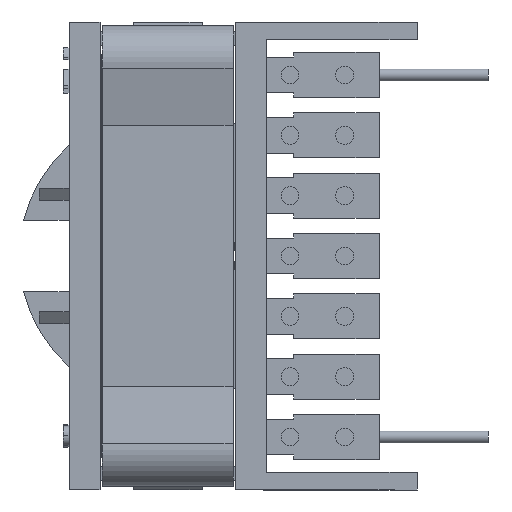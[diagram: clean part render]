
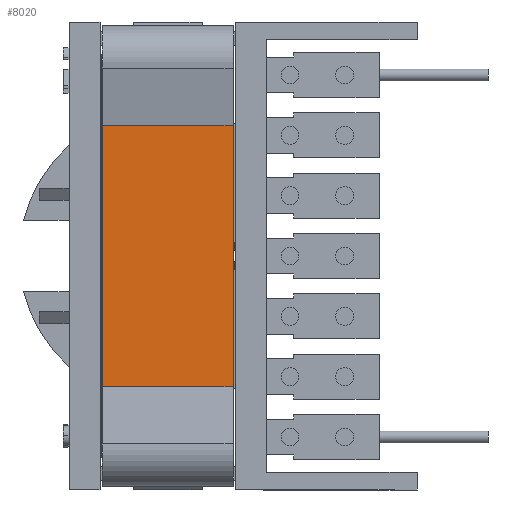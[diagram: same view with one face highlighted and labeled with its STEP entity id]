
A CAD part, left-side view. The second image highlights one B-rep face of the part: STEP entity #8020.
In plain terms, the highlighted planar face has unit normal (-1, 0, 0).
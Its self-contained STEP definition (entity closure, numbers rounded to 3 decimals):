
#272=FACE_OUTER_BOUND('',#708,.T.);
#708=EDGE_LOOP('',(#5397,#5398,#5399,#5400));
#1206=LINE('',#11213,#2200);
#1215=LINE('',#11235,#2209);
#1249=LINE('',#11303,#2243);
#1250=LINE('',#11305,#2244);
#2200=VECTOR('',#9082,1000.);
#2209=VECTOR('',#9097,1000.);
#2243=VECTOR('',#9157,1000.);
#2244=VECTOR('',#9160,1000.);
#3348=VERTEX_POINT('',#11210);
#3349=VERTEX_POINT('',#11212);
#3358=VERTEX_POINT('',#11232);
#3359=VERTEX_POINT('',#11234);
#4135=EDGE_CURVE('',#3348,#3349,#1206,.T.);
#4146=EDGE_CURVE('',#3359,#3358,#1215,.T.);
#4183=EDGE_CURVE('',#3348,#3359,#1249,.T.);
#4184=EDGE_CURVE('',#3349,#3358,#1250,.T.);
#5397=ORIENTED_EDGE('',*,*,#4146,.T.);
#5398=ORIENTED_EDGE('',*,*,#4184,.F.);
#5399=ORIENTED_EDGE('',*,*,#4135,.F.);
#5400=ORIENTED_EDGE('',*,*,#4183,.T.);
#7667=PLANE('',#8493);
#8020=ADVANCED_FACE('',(#272),#7667,.F.);
#8493=AXIS2_PLACEMENT_3D('',#11304,#9158,#9159);
#9082=DIRECTION('',(0.,0.,-1.));
#9097=DIRECTION('',(0.,0.,-1.));
#9157=DIRECTION('',(0.,1.,0.));
#9158=DIRECTION('center_axis',(1.,0.,0.));
#9159=DIRECTION('ref_axis',(0.,0.,1.));
#9160=DIRECTION('',(0.,1.,0.));
#11210=CARTESIAN_POINT('',(-30.3,15.5,26.24));
#11212=CARTESIAN_POINT('',(-30.3,15.5,4.24));
#11213=CARTESIAN_POINT('',(-30.3,15.5,4.24));
#11232=CARTESIAN_POINT('',(-30.3,26.5,4.24));
#11234=CARTESIAN_POINT('',(-30.3,26.5,26.24));
#11235=CARTESIAN_POINT('',(-30.3,26.5,4.24));
#11303=CARTESIAN_POINT('',(-30.3,15.5,26.24));
#11304=CARTESIAN_POINT('Origin',(-30.3,15.5,4.24));
#11305=CARTESIAN_POINT('',(-30.3,15.5,4.24));
